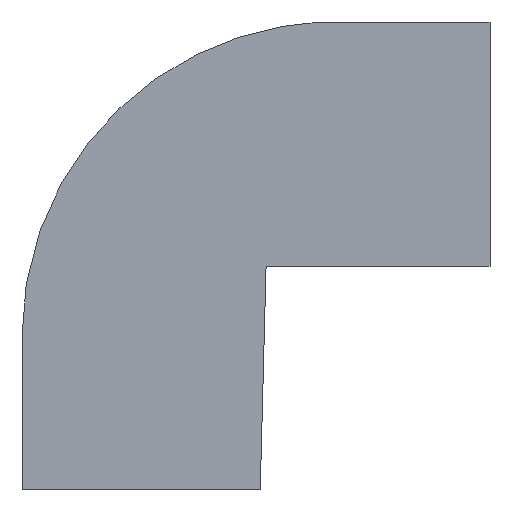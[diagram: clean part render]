
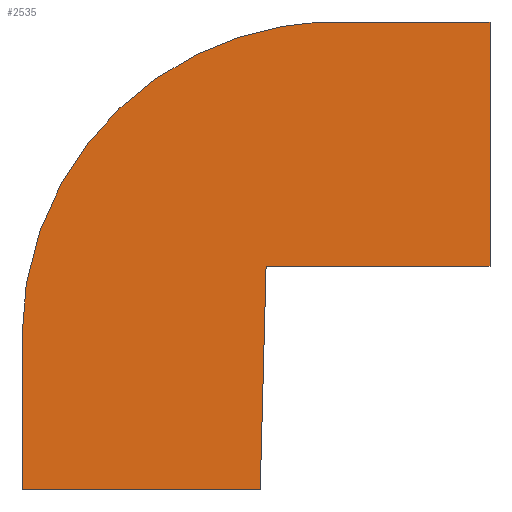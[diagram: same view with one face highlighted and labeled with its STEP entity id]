
A CAD part, left-side view. The second image highlights one B-rep face of the part: STEP entity #2535.
In plain terms, the highlighted planar face has unit normal (-1, 0, 0.018).
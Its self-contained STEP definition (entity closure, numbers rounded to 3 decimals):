
#128 = ORIENTED_EDGE ( 'NONE', *, *, #3904, .F. ) ;
#163 = EDGE_CURVE ( 'NONE', #8216, #7037, #4311, .T. ) ;
#300 = DIRECTION ( 'NONE',  ( -1., 0., 0.017 ) ) ;
#323 = LINE ( 'NONE', #8346, #7956 ) ;
#521 = VECTOR ( 'NONE', #5703, 1000. ) ;
#676 = VECTOR ( 'NONE', #4855, 1000. ) ;
#867 = CARTESIAN_POINT ( 'NONE',  ( -8.5, 6.9, 0. ) ) ;
#1230 = VERTEX_POINT ( 'NONE', #6025 ) ;
#1285 = ORIENTED_EDGE ( 'NONE', *, *, #6998, .F. ) ;
#1326 = DIRECTION ( 'NONE',  ( 0., 1., 0. ) ) ;
#1390 = CARTESIAN_POINT ( 'NONE',  ( -8.739, 20.9, -13.699 ) ) ;
#1439 = LINE ( 'NONE', #1390, #5231 ) ;
#2122 = CARTESIAN_POINT ( 'NONE',  ( -8.865, 10.262, -20.9 ) ) ;
#2148 = CARTESIAN_POINT ( 'NONE',  ( -8.69, 0., -10.9 ) ) ;
#2153 = DIRECTION ( 'NONE',  ( 0.017, 0., 1. ) ) ;
#2535 = ADVANCED_FACE ( 'NONE', ( #5868 ), #4596, .T. ) ;
#2567 = DIRECTION ( 'NONE',  ( -0.017, 0.026, -1. ) ) ;
#2622 =( BOUNDED_CURVE ( )  B_SPLINE_CURVE ( 3, ( #4445, #3735, #5158, #867 ),
 .UNSPECIFIED., .F., .T. ) 
 B_SPLINE_CURVE_WITH_KNOTS ( ( 4, 4 ),
 ( 1.571, 3.142 ),
 .UNSPECIFIED. ) 
 CURVE ( )  GEOMETRIC_REPRESENTATION_ITEM ( )  RATIONAL_B_SPLINE_CURVE ( ( 1., 0.805, 0.805, 1. ) ) 
 REPRESENTATION_ITEM ( '' )  );
#2721 = VERTEX_POINT ( 'NONE', #6985 ) ;
#2760 = LINE ( 'NONE', #5625, #2961 ) ;
#2794 = EDGE_CURVE ( 'NONE', #1230, #7340, #4477, .T. ) ;
#2829 = CARTESIAN_POINT ( 'NONE',  ( -8.865, 10., -20.9 ) ) ;
#2883 = CARTESIAN_POINT ( 'NONE',  ( -8.744, 20.9, -14. ) ) ;
#2948 = CARTESIAN_POINT ( 'NONE',  ( -8.5, 0., 0. ) ) ;
#2961 = VECTOR ( 'NONE', #1326, 1000. ) ;
#3142 = CARTESIAN_POINT ( 'NONE',  ( -8.5, 0., 0. ) ) ;
#3735 = CARTESIAN_POINT ( 'NONE',  ( -8.601, 20.9, -5.799 ) ) ;
#3750 = EDGE_LOOP ( 'NONE', ( #8238, #9211, #9086, #6548, #6119, #1285, #128 ) ) ;
#3904 = EDGE_CURVE ( 'NONE', #7340, #9200, #323, .T. ) ;
#4056 = DIRECTION ( 'NONE',  ( -0.017, 0., -1. ) ) ;
#4093 = AXIS2_PLACEMENT_3D ( 'NONE', #3142, #300, #5313 ) ;
#4149 = CARTESIAN_POINT ( 'NONE',  ( -8.5, 0., 0. ) ) ;
#4290 = EDGE_CURVE ( 'NONE', #5818, #1230, #2622, .T. ) ;
#4311 = LINE ( 'NONE', #2829, #521 ) ;
#4445 = CARTESIAN_POINT ( 'NONE',  ( -8.744, 20.9, -14. ) ) ;
#4477 = LINE ( 'NONE', #4149, #676 ) ;
#4518 = EDGE_CURVE ( 'NONE', #2721, #8216, #5019, .T. ) ;
#4596 = PLANE ( 'NONE',  #4093 ) ;
#4819 = VECTOR ( 'NONE', #2567, 1000. ) ;
#4855 = DIRECTION ( 'NONE',  ( 0., -1., 0. ) ) ;
#5019 = LINE ( 'NONE', #6898, #4819 ) ;
#5064 = EDGE_CURVE ( 'NONE', #7037, #5818, #1439, .T. ) ;
#5158 = CARTESIAN_POINT ( 'NONE',  ( -8.5, 15.101, 0. ) ) ;
#5231 = VECTOR ( 'NONE', #2153, 1000. ) ;
#5313 = DIRECTION ( 'NONE',  ( 0.017, 0., 1. ) ) ;
#5625 = CARTESIAN_POINT ( 'NONE',  ( -8.69, 10., -10.9 ) ) ;
#5703 = DIRECTION ( 'NONE',  ( 0., 1., 0. ) ) ;
#5818 = VERTEX_POINT ( 'NONE', #2883 ) ;
#5868 = FACE_OUTER_BOUND ( 'NONE', #3750, .T. ) ;
#6025 = CARTESIAN_POINT ( 'NONE',  ( -8.5, 6.9, 0. ) ) ;
#6119 = ORIENTED_EDGE ( 'NONE', *, *, #4518, .F. ) ;
#6548 = ORIENTED_EDGE ( 'NONE', *, *, #163, .F. ) ;
#6898 = CARTESIAN_POINT ( 'NONE',  ( -8.685, 9.992, -10.6 ) ) ;
#6985 = CARTESIAN_POINT ( 'NONE',  ( -8.69, 10., -10.9 ) ) ;
#6998 = EDGE_CURVE ( 'NONE', #9200, #2721, #2760, .T. ) ;
#7037 = VERTEX_POINT ( 'NONE', #8510 ) ;
#7340 = VERTEX_POINT ( 'NONE', #2948 ) ;
#7956 = VECTOR ( 'NONE', #4056, 1000. ) ;
#8216 = VERTEX_POINT ( 'NONE', #2122 ) ;
#8238 = ORIENTED_EDGE ( 'NONE', *, *, #2794, .F. ) ;
#8346 = CARTESIAN_POINT ( 'NONE',  ( -8.495, 0., 0.297 ) ) ;
#8510 = CARTESIAN_POINT ( 'NONE',  ( -8.865, 20.9, -20.9 ) ) ;
#9086 = ORIENTED_EDGE ( 'NONE', *, *, #5064, .F. ) ;
#9200 = VERTEX_POINT ( 'NONE', #2148 ) ;
#9211 = ORIENTED_EDGE ( 'NONE', *, *, #4290, .F. ) ;
